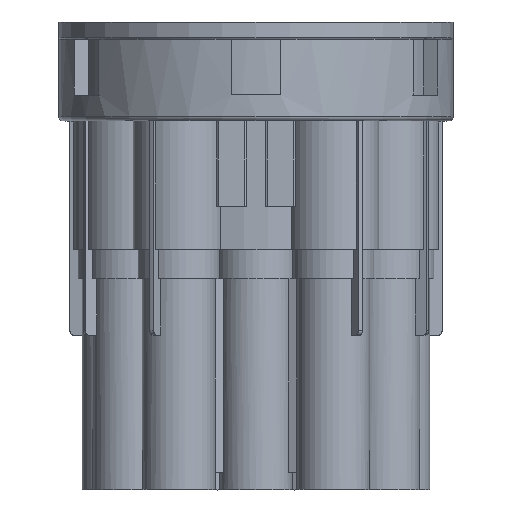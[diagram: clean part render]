
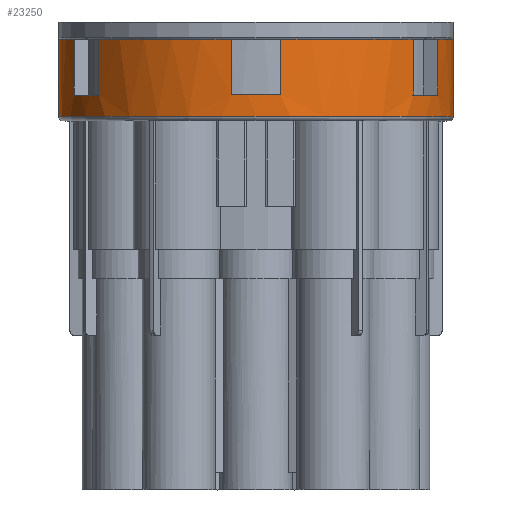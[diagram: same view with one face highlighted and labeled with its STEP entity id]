
A CAD part, top view. The second image highlights one B-rep face of the part: STEP entity #23250.
In plain terms, the highlighted cylindrical face has radius 23 mm (diameter 46 mm), a partial arc.
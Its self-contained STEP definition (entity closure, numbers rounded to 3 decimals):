
#299=CARTESIAN_POINT('',(0.,0.5,0.));
#300=DIRECTION('',(0.,1.,0.));
#301=DIRECTION('',(-1.,0.,0.));
#302=AXIS2_PLACEMENT_3D('',#299,#300,#301);
#314=CARTESIAN_POINT('',(0.,3.,0.));
#315=DIRECTION('',(0.,-1.,0.));
#316=DIRECTION('',(0.922,0.,0.388));
#317=AXIS2_PLACEMENT_3D('',#314,#315,#316);
#319=DIRECTION('',(0.,-1.,0.));
#320=VECTOR('',#319,6.5);
#321=CARTESIAN_POINT('',(21.198,9.5,8.925));
#322=LINE('',#321,#320);
#323=DIRECTION('',(0.,-1.,0.));
#324=VECTOR('',#323,6.5);
#325=CARTESIAN_POINT('',(-21.198,9.5,8.925));
#326=LINE('',#325,#324);
#327=CARTESIAN_POINT('',(0.,3.,0.));
#328=DIRECTION('',(0.,-1.,0.));
#329=DIRECTION('',(-0.797,0.,0.604));
#330=AXIS2_PLACEMENT_3D('',#327,#328,#329);
#332=DIRECTION('',(0.,-1.,0.));
#333=VECTOR('',#332,6.5);
#334=CARTESIAN_POINT('',(-18.328,9.5,13.896));
#335=LINE('',#334,#333);
#336=DIRECTION('',(0.,-1.,0.));
#337=VECTOR('',#336,6.5);
#338=CARTESIAN_POINT('',(-2.87,9.5,22.82));
#339=LINE('',#338,#337);
#340=CARTESIAN_POINT('',(0.,3.,0.));
#341=DIRECTION('',(0.,-1.,0.));
#342=DIRECTION('',(0.125,0.,0.992));
#343=AXIS2_PLACEMENT_3D('',#340,#341,#342);
#345=DIRECTION('',(0.,-1.,0.));
#346=VECTOR('',#345,6.5);
#347=CARTESIAN_POINT('',(2.87,9.5,22.82));
#348=LINE('',#347,#346);
#349=DIRECTION('',(0.,-1.,0.));
#350=VECTOR('',#349,6.5);
#351=CARTESIAN_POINT('',(18.328,9.5,13.896));
#352=LINE('',#351,#350);
#473=DIRECTION('',(0.,1.,0.));
#474=VECTOR('',#473,9.);
#475=CARTESIAN_POINT('',(-23.,0.5,0.));
#476=LINE('',#475,#474);
#477=DIRECTION('',(0.,1.,0.));
#478=VECTOR('',#477,9.);
#479=CARTESIAN_POINT('',(23.,0.5,0.));
#480=LINE('',#479,#478);
#604=CARTESIAN_POINT('',(0.,9.5,0.));
#605=DIRECTION('',(0.,-1.,0.));
#606=DIRECTION('',(1.,0.,0.));
#607=AXIS2_PLACEMENT_3D('',#604,#605,#606);
#665=CARTESIAN_POINT('',(0.,9.5,0.));
#666=DIRECTION('',(0.,-1.,0.));
#667=DIRECTION('',(-0.922,0.,0.388));
#668=AXIS2_PLACEMENT_3D('',#665,#666,#667);
#13563=CARTESIAN_POINT('',(0.,9.5,0.));
#13564=DIRECTION('',(0.,-1.,0.));
#13565=DIRECTION('',(0.797,0.,0.604));
#13566=AXIS2_PLACEMENT_3D('',#13563,#13564,#13565);
#13597=CARTESIAN_POINT('',(0.,9.5,0.));
#13598=DIRECTION('',(0.,-1.,0.));
#13599=DIRECTION('',(-0.125,0.,0.992));
#13600=AXIS2_PLACEMENT_3D('',#13597,#13598,#13599);
#17660=CARTESIAN_POINT('',(-23.,0.5,0.));
#17661=CARTESIAN_POINT('',(23.,0.5,0.));
#17662=VERTEX_POINT('',#17660);
#17663=VERTEX_POINT('',#17661);
#17668=CARTESIAN_POINT('',(23.,9.5,0.));
#17669=VERTEX_POINT('',#17668);
#17670=CARTESIAN_POINT('',(-23.,9.5,0.));
#17671=VERTEX_POINT('',#17670);
#18789=CARTESIAN_POINT('',(21.198,3.,8.925));
#18790=CARTESIAN_POINT('',(18.328,3.,13.896));
#18791=VERTEX_POINT('',#18789);
#18792=VERTEX_POINT('',#18790);
#18793=CARTESIAN_POINT('',(2.87,3.,22.82));
#18794=CARTESIAN_POINT('',(-2.87,3.,22.82));
#18795=VERTEX_POINT('',#18793);
#18796=VERTEX_POINT('',#18794);
#18797=CARTESIAN_POINT('',(-18.328,3.,13.896));
#18798=CARTESIAN_POINT('',(-21.198,3.,8.925));
#18799=VERTEX_POINT('',#18797);
#18800=VERTEX_POINT('',#18798);
#18801=CARTESIAN_POINT('',(2.87,9.5,22.82));
#18802=VERTEX_POINT('',#18801);
#18803=CARTESIAN_POINT('',(-2.87,9.5,22.82));
#18804=VERTEX_POINT('',#18803);
#18805=CARTESIAN_POINT('',(-18.328,9.5,13.896));
#18806=VERTEX_POINT('',#18805);
#18807=CARTESIAN_POINT('',(-21.198,9.5,8.925));
#18808=VERTEX_POINT('',#18807);
#18809=CARTESIAN_POINT('',(21.198,9.5,8.925));
#18810=VERTEX_POINT('',#18809);
#18811=CARTESIAN_POINT('',(18.328,9.5,13.896));
#18812=VERTEX_POINT('',#18811);
#23212=CARTESIAN_POINT('',(0.,9.975,0.));
#23213=DIRECTION('',(0.,-1.,0.));
#23214=DIRECTION('',(-1.,0.,0.));
#23215=AXIS2_PLACEMENT_3D('',#23212,#23213,#23214);
#23216=CYLINDRICAL_SURFACE('',#23215,23.);
#23218=ORIENTED_EDGE('',*,*,#23217,.F.);
#23220=ORIENTED_EDGE('',*,*,#23219,.F.);
#23222=ORIENTED_EDGE('',*,*,#23221,.F.);
#23224=ORIENTED_EDGE('',*,*,#23223,.F.);
#23225=ORIENTED_EDGE('',*,*,#23202,.F.);
#23227=ORIENTED_EDGE('',*,*,#23226,.T.);
#23229=ORIENTED_EDGE('',*,*,#23228,.F.);
#23231=ORIENTED_EDGE('',*,*,#23230,.T.);
#23233=ORIENTED_EDGE('',*,*,#23232,.F.);
#23235=ORIENTED_EDGE('',*,*,#23234,.F.);
#23237=ORIENTED_EDGE('',*,*,#23236,.F.);
#23239=ORIENTED_EDGE('',*,*,#23238,.T.);
#23241=ORIENTED_EDGE('',*,*,#23240,.F.);
#23243=ORIENTED_EDGE('',*,*,#23242,.F.);
#23245=ORIENTED_EDGE('',*,*,#23244,.F.);
#23247=ORIENTED_EDGE('',*,*,#23246,.T.);
#23248=EDGE_LOOP('',(#23218,#23220,#23222,#23224,#23225,#23227,#23229,#23231,
#23233,#23235,#23237,#23239,#23241,#23243,#23245,#23247));
#23249=FACE_OUTER_BOUND('',#23248,.F.);
#23250=ADVANCED_FACE('',(#23249),#23216,.T.);
#303=CIRCLE('',#302,23.);
#318=CIRCLE('',#317,23.);
#331=CIRCLE('',#330,23.);
#344=CIRCLE('',#343,23.);
#608=CIRCLE('',#607,23.);
#669=CIRCLE('',#668,23.);
#13567=CIRCLE('',#13566,23.);
#13601=CIRCLE('',#13600,23.);
#23202=EDGE_CURVE('',#17662,#17663,#303,.T.);
#23217=EDGE_CURVE('',#18791,#18792,#318,.T.);
#23219=EDGE_CURVE('',#18810,#18791,#322,.T.);
#23221=EDGE_CURVE('',#17669,#18810,#608,.T.);
#23223=EDGE_CURVE('',#17663,#17669,#480,.T.);
#23226=EDGE_CURVE('',#17662,#17671,#476,.T.);
#23228=EDGE_CURVE('',#18808,#17671,#669,.T.);
#23230=EDGE_CURVE('',#18808,#18800,#326,.T.);
#23232=EDGE_CURVE('',#18799,#18800,#331,.T.);
#23234=EDGE_CURVE('',#18806,#18799,#335,.T.);
#23236=EDGE_CURVE('',#18804,#18806,#13601,.T.);
#23238=EDGE_CURVE('',#18804,#18796,#339,.T.);
#23240=EDGE_CURVE('',#18795,#18796,#344,.T.);
#23242=EDGE_CURVE('',#18802,#18795,#348,.T.);
#23244=EDGE_CURVE('',#18812,#18802,#13567,.T.);
#23246=EDGE_CURVE('',#18812,#18792,#352,.T.);
